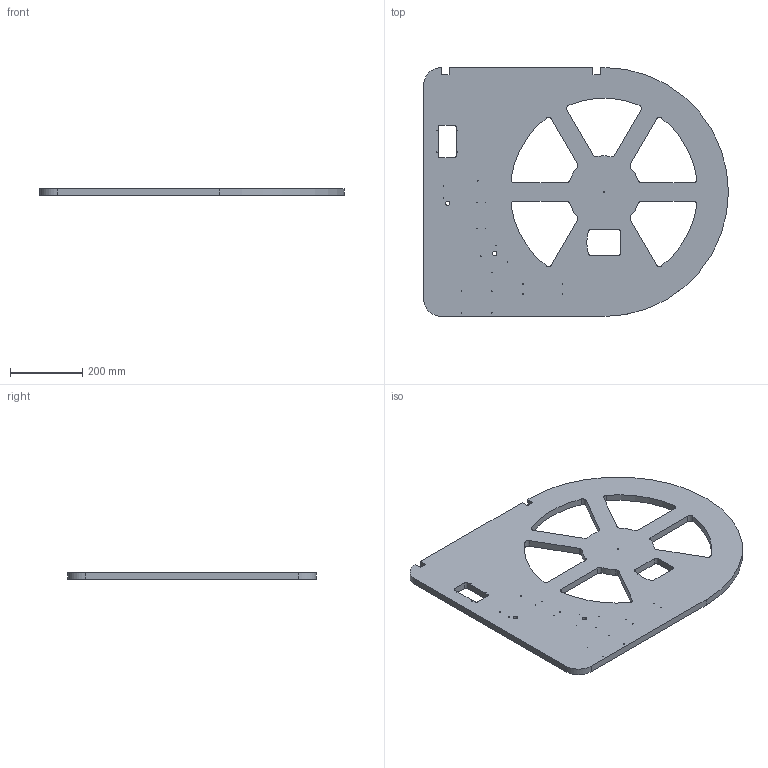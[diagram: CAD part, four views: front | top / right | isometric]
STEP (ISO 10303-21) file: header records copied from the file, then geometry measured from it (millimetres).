
FILE_DESCRIPTION(/* description */ (''),/* implementation_level */ '2;1');
FILE_NAME(/* name */ 'SM_BASE2.step',/* time_stamp */ '2023-08-05T00:47:26-05:00',/* author */ (''),/* organization */ (''),/* preprocessor_version */ 'ST-DEVELOPER v20',/* originating_system */ 'Autodesk Translation Framework v12.9.0.99',/* authorisation */ '');
FILE_SCHEMA (('AUTOMOTIVE_DESIGN { 1 0 10303 214 3 1 1 }'));
Length unit declared in the file: millimetre
Products named in the file (1): String Art Machine Milling
Bounding box: 845 x 690 x 19.05 mm (x, y, z)
Volume: 7780475.5 mm3; surface area: 942249.3 mm2
Topology: 1 solids, 1 shells, 111 faces, 306 edges, 204 vertices
Faces by surface type: cylinder 75, plane 36
Full cylindrical faces by diameter (mm): 1.6 x4, 1.8 x12, 2 x4, 2.027 x3, 2.5 x3, 3.5 x4, 5 x1, 12 x2
Entity records: 3782 total; most frequent: DIRECTION 680, CARTESIAN_POINT 622, ORIENTED_EDGE 612, EDGE_CURVE 306, AXIS2_PLACEMENT_3D 262, VERTEX_POINT 204, EDGE_LOOP 184, LINE 156
